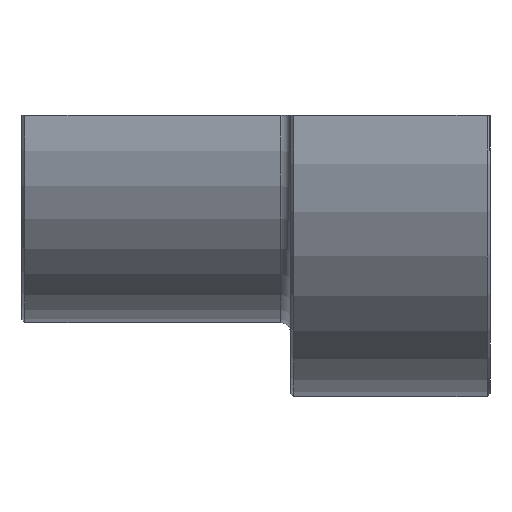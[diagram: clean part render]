
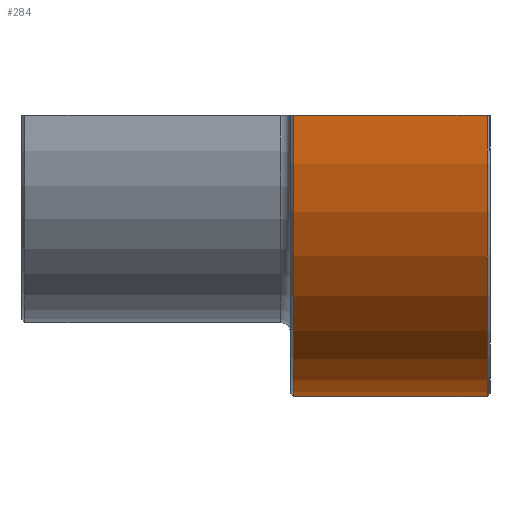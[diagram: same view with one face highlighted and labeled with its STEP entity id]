
A CAD part, front view. The second image highlights one B-rep face of the part: STEP entity #284.
In plain terms, the highlighted cylindrical face has radius 96.52 mm (diameter 193.04 mm), a partial arc.
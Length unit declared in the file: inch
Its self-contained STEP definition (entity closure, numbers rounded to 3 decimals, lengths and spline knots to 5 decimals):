
#15 = AXIS2_PLACEMENT_3D ( 'NONE', #734, #595, #519 ) ;
#74 = CARTESIAN_POINT ( 'NONE',  ( 0.01071, 0., -3.8 ) ) ;
#99 = VECTOR ( 'NONE', #661, 39.37008 ) ;
#118 = LINE ( 'NONE', #439, #99 ) ;
#143 = DIRECTION ( 'NONE',  ( 0., 0., -1. ) ) ;
#155 = DIRECTION ( 'NONE',  ( 1., 0., 0. ) ) ;
#244 = ORIENTED_EDGE ( 'NONE', *, *, #279, .T. ) ;
#268 = AXIS2_PLACEMENT_3D ( 'NONE', #914, #682, #328 ) ;
#269 = CARTESIAN_POINT ( 'NONE',  ( -2.60571, 0., -3.8 ) ) ;
#276 = CARTESIAN_POINT ( 'NONE',  ( 0.01071, 0., 0. ) ) ;
#279 = EDGE_CURVE ( 'NONE', #804, #759, #118, .T. ) ;
#284 = ADVANCED_FACE ( 'NONE', ( #616 ), #491, .T. ) ;
#298 = EDGE_LOOP ( 'NONE', ( #631, #402, #789, #244 ) ) ;
#328 = DIRECTION ( 'NONE',  ( 0., 0., -1. ) ) ;
#391 = VECTOR ( 'NONE', #395, 39.37008 ) ;
#395 = DIRECTION ( 'NONE',  ( 1., 0., 0. ) ) ;
#402 = ORIENTED_EDGE ( 'NONE', *, *, #461, .T. ) ;
#439 = CARTESIAN_POINT ( 'NONE',  ( 0., -3.8, 0. ) ) ;
#457 = EDGE_CURVE ( 'NONE', #759, #883, #930, .T. ) ;
#461 = EDGE_CURVE ( 'NONE', #883, #662, #585, .T. ) ;
#491 = CYLINDRICAL_SURFACE ( 'NONE', #15, 3.8 ) ;
#519 = DIRECTION ( 'NONE',  ( 0., 0., -1. ) ) ;
#556 = CARTESIAN_POINT ( 'NONE',  ( 0.01071, -3.8, 0. ) ) ;
#585 = LINE ( 'NONE', #684, #391 ) ;
#595 = DIRECTION ( 'NONE',  ( 1., 0., 0. ) ) ;
#601 = AXIS2_PLACEMENT_3D ( 'NONE', #276, #155, #143 ) ;
#616 = FACE_OUTER_BOUND ( 'NONE', #298, .T. ) ;
#631 = ORIENTED_EDGE ( 'NONE', *, *, #457, .T. ) ;
#642 = CIRCLE ( 'NONE', #601, 3.8 ) ;
#652 = CARTESIAN_POINT ( 'NONE',  ( -2.60571, -3.8, 0. ) ) ;
#661 = DIRECTION ( 'NONE',  ( -1., 0., 0. ) ) ;
#662 = VERTEX_POINT ( 'NONE', #74 ) ;
#682 = DIRECTION ( 'NONE',  ( 1., 0., 0. ) ) ;
#684 = CARTESIAN_POINT ( 'NONE',  ( 0., 0., -3.8 ) ) ;
#725 = EDGE_CURVE ( 'NONE', #804, #662, #642, .T. ) ;
#734 = CARTESIAN_POINT ( 'NONE',  ( 0., 0., 0. ) ) ;
#759 = VERTEX_POINT ( 'NONE', #652 ) ;
#789 = ORIENTED_EDGE ( 'NONE', *, *, #725, .F. ) ;
#804 = VERTEX_POINT ( 'NONE', #556 ) ;
#883 = VERTEX_POINT ( 'NONE', #269 ) ;
#914 = CARTESIAN_POINT ( 'NONE',  ( -2.60571, 0., 0. ) ) ;
#930 = CIRCLE ( 'NONE', #268, 3.8 ) ;
